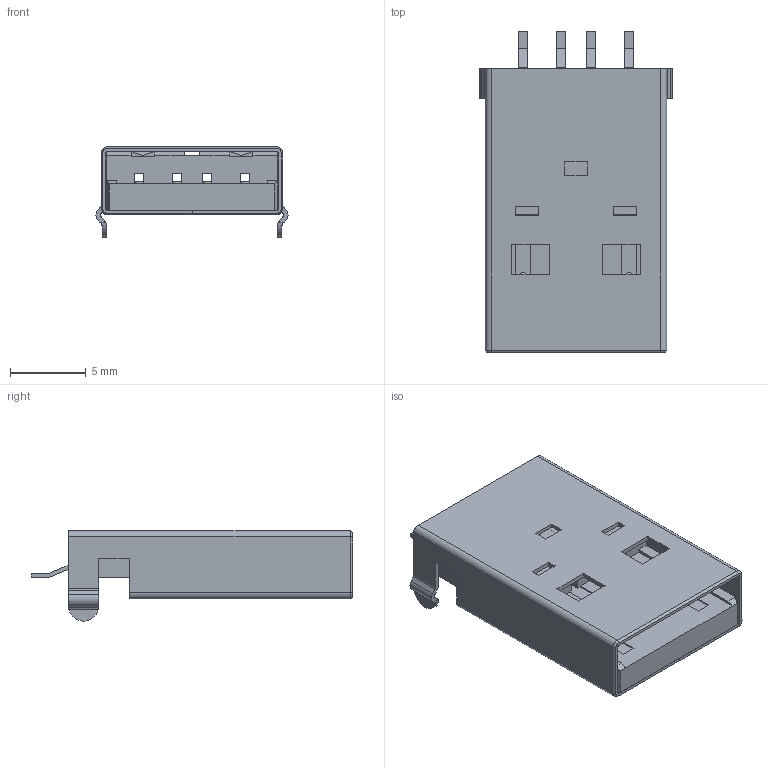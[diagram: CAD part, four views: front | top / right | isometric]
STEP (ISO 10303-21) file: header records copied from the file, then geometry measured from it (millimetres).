
FILE_DESCRIPTION(('FreeCAD Model'),'2;1');
FILE_NAME('_80371000_cp.step', '2018-06-16T10:30:32',('kicad StepUp'),('ksu MCAD'), 'Open CASCADE STEP processor 7.2','FreeCAD','Unknown');
FILE_SCHEMA(('AUTOMOTIVE_DESIGN { 1 0 10303 214 1 1 1 1 }'));
Length unit declared in the file: millimetre
Products named in the file (1): _80371000_cp
Bounding box: 12.7 x 21.28 x 5.97 mm (x, y, z)
Volume: 699.5 mm3; surface area: 1862.6 mm2
Topology: 1 solids, 1 shells, 302 faces, 901 edges, 630 vertices
Faces by surface type: plane 224, cylinder 62, bspline 8, cone 8
Entity records: 12441 total; most frequent: CARTESIAN_POINT 2114, ORIENTED_EDGE 1742, DIRECTION 1623, EDGE_CURVE 871, LINE 737, VECTOR 737, VERTEX_POINT 570, AXIS2_PLACEMENT_3D 443
